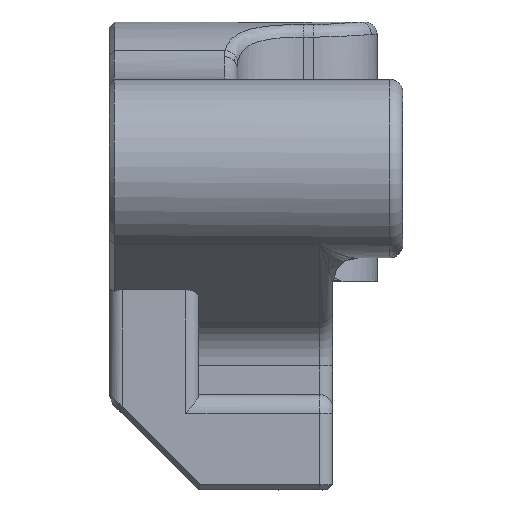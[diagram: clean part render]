
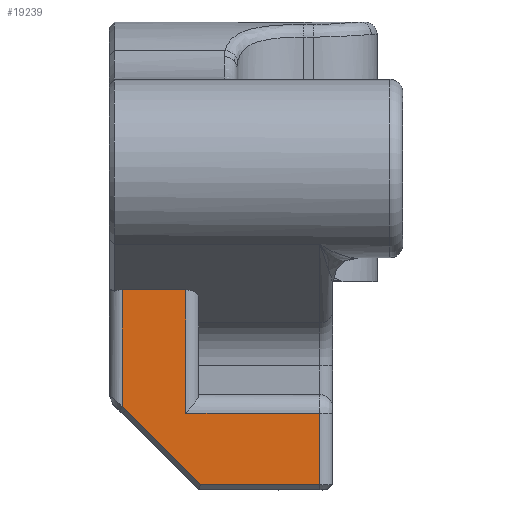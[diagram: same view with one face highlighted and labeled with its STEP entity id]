
A CAD part, left-side view. The second image highlights one B-rep face of the part: STEP entity #19239.
In plain terms, the highlighted planar face has unit normal (-1, 0, 0).
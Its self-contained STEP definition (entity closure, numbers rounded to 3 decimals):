
#463=PLANE('',#20176);
#2079=LINE('',#43759,#3350);
#2085=LINE('',#43770,#3356);
#2102=LINE('',#43983,#3373);
#2134=LINE('',#44231,#3405);
#2151=LINE('',#44721,#3422);
#2155=LINE('',#44776,#3426);
#2156=LINE('',#44777,#3427);
#3350=VECTOR('',#22891,8.32);
#3356=VECTOR('',#22899,9.334);
#3373=VECTOR('',#22948,9.133);
#3405=VECTOR('',#23044,5.);
#3422=VECTOR('',#23141,5.6);
#3426=VECTOR('',#23183,10.5);
#3427=VECTOR('',#23184,9.696);
#4611=FACE_OUTER_BOUND('',#5769,.T.);
#5769=EDGE_LOOP('',(#16991,#16992,#16993,#16994,#16995,#16996,#16997,#16998));
#7029=B_SPLINE_CURVE_WITH_KNOTS('',3,(#43934,#43935,#43936,#43937),
 .UNSPECIFIED.,.F.,.F.,(4,4),(-1.571,-1.291),.UNSPECIFIED.);
#8736=VERTEX_POINT('',#43757);
#8737=VERTEX_POINT('',#43758);
#8741=VERTEX_POINT('',#43768);
#8747=VERTEX_POINT('',#43826);
#8757=VERTEX_POINT('',#43982);
#8788=VERTEX_POINT('',#44230);
#8808=VERTEX_POINT('',#44719);
#8815=VERTEX_POINT('',#44775);
#11441=EDGE_CURVE('',#8736,#8737,#2079,.T.);
#11447=EDGE_CURVE('',#8741,#8736,#2085,.T.);
#11468=EDGE_CURVE('',#8737,#8747,#7029,.T.);
#11478=EDGE_CURVE('',#8747,#8757,#2102,.T.);
#11532=EDGE_CURVE('',#8757,#8788,#2134,.T.);
#11578=EDGE_CURVE('',#8808,#8741,#2151,.T.);
#11593=EDGE_CURVE('',#8815,#8808,#2155,.T.);
#11594=EDGE_CURVE('',#8788,#8815,#2156,.T.);
#16991=ORIENTED_EDGE('',*,*,#11447,.F.);
#16992=ORIENTED_EDGE('',*,*,#11578,.F.);
#16993=ORIENTED_EDGE('',*,*,#11593,.F.);
#16994=ORIENTED_EDGE('',*,*,#11594,.F.);
#16995=ORIENTED_EDGE('',*,*,#11532,.F.);
#16996=ORIENTED_EDGE('',*,*,#11478,.F.);
#16997=ORIENTED_EDGE('',*,*,#11468,.F.);
#16998=ORIENTED_EDGE('',*,*,#11441,.F.);
#19239=ADVANCED_FACE('',(#4611),#463,.T.);
#20176=AXIS2_PLACEMENT_3D('',#44774,#23181,#23182);
#22891=DIRECTION('',(0.,0.707,0.707));
#22899=DIRECTION('',(0.,1.,0.));
#22948=DIRECTION('',(0.,0.,1.));
#23044=DIRECTION('',(0.,-1.,0.));
#23141=DIRECTION('',(0.,0.,-1.));
#23181=DIRECTION('center_axis',(-1.,0.,0.));
#23182=DIRECTION('ref_axis',(0.,0.,1.));
#23183=DIRECTION('',(0.,-1.,0.));
#23184=DIRECTION('',(0.,0.,-1.));
#43757=CARTESIAN_POINT('',(25.575,270.334,67.4));
#43758=CARTESIAN_POINT('',(25.575,276.217,73.283));
#43759=CARTESIAN_POINT('',(25.575,270.334,67.4));
#43768=CARTESIAN_POINT('',(25.575,261.,67.4));
#43770=CARTESIAN_POINT('',(25.575,261.,67.4));
#43826=CARTESIAN_POINT('',(25.575,276.5,73.563));
#43934=CARTESIAN_POINT('Ctrl Pts',(25.575,276.217,73.283));
#43935=CARTESIAN_POINT('Ctrl Pts',(25.575,276.31,73.376));
#43936=CARTESIAN_POINT('Ctrl Pts',(25.575,276.403,73.47));
#43937=CARTESIAN_POINT('Ctrl Pts',(25.575,276.5,73.563));
#43982=CARTESIAN_POINT('',(25.575,276.5,82.696));
#43983=CARTESIAN_POINT('',(25.575,276.5,73.563));
#44230=CARTESIAN_POINT('',(25.575,271.5,82.696));
#44231=CARTESIAN_POINT('',(25.575,276.5,82.696));
#44719=CARTESIAN_POINT('',(25.575,261.,73.));
#44721=CARTESIAN_POINT('',(25.575,261.,73.));
#44774=CARTESIAN_POINT('Origin',(25.575,260.,67.));
#44775=CARTESIAN_POINT('',(25.575,271.5,73.));
#44776=CARTESIAN_POINT('',(25.575,271.5,73.));
#44777=CARTESIAN_POINT('',(25.575,271.5,82.696));
